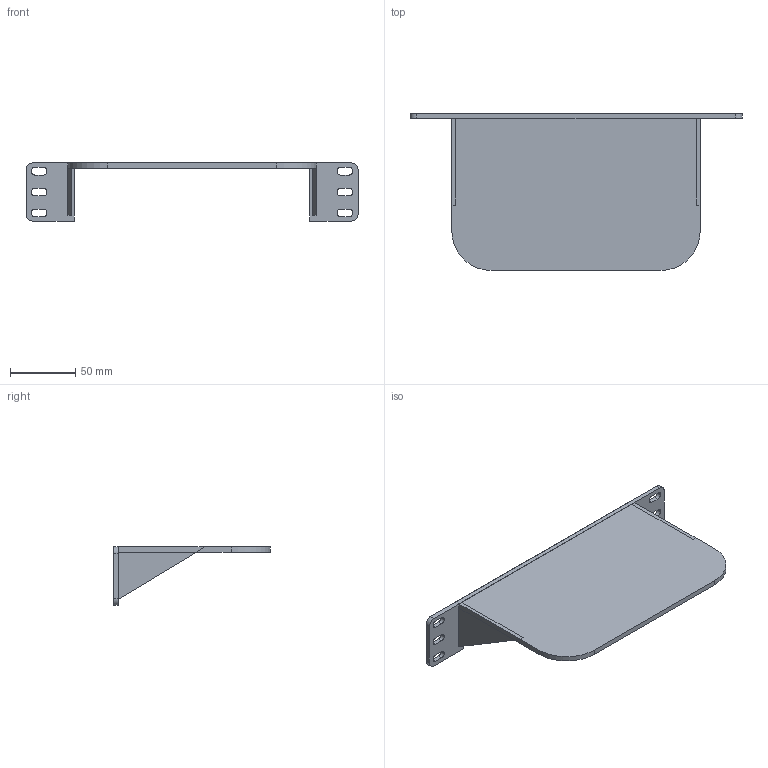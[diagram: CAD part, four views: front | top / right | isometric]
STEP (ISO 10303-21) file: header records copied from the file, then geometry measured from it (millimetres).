
FILE_DESCRIPTION(('FreeCAD Model'),'2;1');
FILE_NAME('Open CASCADE Shape Model','2025-05-06T08:29:40',(''),(''), 'Open CASCADE STEP processor 7.6','FreeCAD','Unknown');
FILE_SCHEMA(('AUTOMOTIVE_DESIGN { 1 0 10303 214 1 1 1 1 }'));
Length unit declared in the file: millimetre
Products named in the file (1): Final
Bounding box: 254 x 120 x 44.5 mm (x, y, z)
Volume: 106126.6 mm3; surface area: 58717.2 mm2
Topology: 1 solids, 1 shells, 84 faces, 244 edges, 162 vertices
Faces by surface type: plane 54, cylinder 30
Entity records: 6000 total; most frequent: CARTESIAN_POINT 1113, DIRECTION 908, LINE 574, VECTOR 574, ORIENTED_EDGE 488, PCURVE 488, DEFINITIONAL_REPRESENTATION 488, EDGE_CURVE 244
